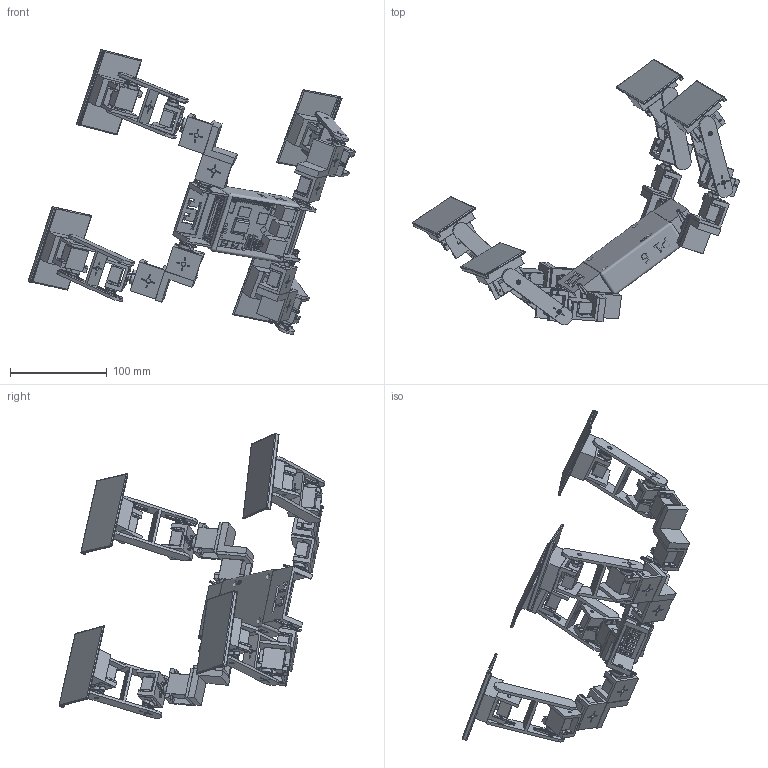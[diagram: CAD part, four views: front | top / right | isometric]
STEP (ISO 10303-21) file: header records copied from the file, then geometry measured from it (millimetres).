
FILE_DESCRIPTION(/* description */ ('STEP AP242','CAx-IF Rec.Pracs.---Representation and Presentation of Product Manufacturing Information (PMI)---4.0---2014-10-13','CAx-IF Rec.Pracs.---3D Tessellated Geometry---0.4---2014-09-14','2;1'),/* implementation_level */ '2;1');
FILE_NAME(/* name */ 'Main assembly',/* time_stamp */ '2024-05-24T16:38:58Z',/* author */ (''),/* organization */ (''),/* preprocessor_version */ 'ST-DEVELOPER v20',/* originating_system */ ' ',/* authorisation */ ' ');
FILE_SCHEMA (('AP242_MANAGED_MODEL_BASED_3D_ENGINEERING_MIM_LF { 1 0 10303 442 1 1 4 }'));
Length unit declared in the file: metre
Products named in the file (111): Main assembly; ServoMotor; Tower pro micro servo SG90 HORN; Body_Bracket; Head_Bracket; Part 1; raspberry-pi-5-sbc-simple <1>; gpio; hdmi-micro; ethernet; uart; pwr-connector; switch; IR; mounting-holes; usb-2-bank <1>; usb2-port; usb-2-bank Geometry; usb-c; rp1; pmic; CSI_DSI-2 <1>; CSI_DSI_connector; pcb; pcie; CSI_DSI-1 <1>; connector; poe <1>; poe-pins; poe Geometry; usb-3-bank <1>; usb-3-bank Geometry; usb3-port; pcba-components <1>; pcba-components Geometry; chips
Assembly tree (171 placements, depth 4):
  Main assembly
    ServoMotor  x16
    Tower pro micro servo SG90 HORN  x16
    Body_Bracket  x4
    Head_Bracket  x4
    Body_Bracket  x12
    Part 1
    Part 1  x4
    Part 1  x4
    raspberry-pi-5-sbc-simple <1>
      gpio
      gpio
      hdmi-micro  x2
      gpio
      gpio
      hdmi-micro  x2
      gpio
      ethernet
      gpio
      gpio
      uart
      gpio
      gpio
      pwr-connector
      gpio
      gpio
      gpio
      switch
      gpio
      gpio
      gpio
      IR
      gpio
      gpio
      ethernet
      gpio
      switch
      mounting-holes
      gpio
      gpio
      gpio
      mounting-holes
      gpio
      gpio
      ethernet
      usb-2-bank <1>
        usb2-port  x2
        usb2-port  x2
        usb-2-bank Geometry
      usb-c
      mounting-holes
      rp1
      ethernet
      pmic
      gpio
      CSI_DSI-2 <1>
        CSI_DSI_connector
        CSI_DSI_connector
      pcb
      pcie
Bounding box: 339.03 x 275.2 x 294.82 mm (x, y, z)
Volume: 424985.1 mm3; surface area: 278708.9 mm2
Topology: 163 solids, 168 shells, 4354 faces, 10756 edges, 6398 vertices
Faces by surface type: cylinder 1898, plane 1794, sphere 329, torus 232, bspline 100, other 1
Full cylindrical faces by diameter (mm): 1 x432, 1.5 x16, 2 x32, 2.5 x8, 2.55 x16, 2.6 x4, 2.729 x8, 2.8 x16, 3 x34, 3.013 x4, 4.5 x16, 4.6 x16, 4.7 x44, 5.822 x3, 6 x1, 6.9 x16
Entity records: 36031 total; most frequent: CARTESIAN_POINT 6571, DIRECTION 5230, ORIENTED_EDGE 4842, EDGE_CURVE 2526, LINE 1820, VECTOR 1820, VERTEX_POINT 1739, AXIS2_PLACEMENT_3D 1705
